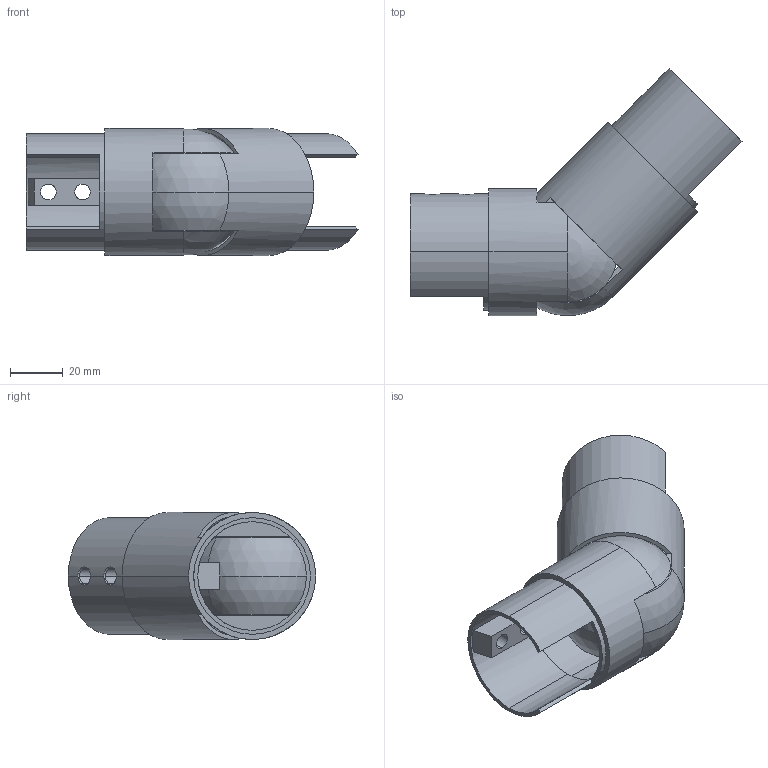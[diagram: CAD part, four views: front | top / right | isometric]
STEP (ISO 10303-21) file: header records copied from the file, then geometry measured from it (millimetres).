
FILE_DESCRIPTION (( 'STEP AP203' ), '1' );
FILE_NAME ('3D_GN6024_48.3_188461710.STEP', '2024-11-14T11:35:29', ( '' ), ( '' ), 'SwSTEP 2.0', 'SolidWorks 2023', '' );
FILE_SCHEMA (( 'CONFIG_CONTROL_DESIGN' ));
Length unit declared in the file: millimetre
Products named in the file (1): 3D_GN6024_48.3_188461710
Bounding box: 126.16 x 93.97 x 48.3 mm (x, y, z)
Volume: 67598.8 mm3; surface area: 43626.2 mm2
Topology: 1 solids, 1 shells, 74 faces, 232 edges, 151 vertices
Faces by surface type: plane 34, cylinder 28, bspline 8, sphere 4
Entity records: 8027 total; most frequent: CARTESIAN_POINT 5892, ORIENTED_EDGE 460, DIRECTION 408, EDGE_CURVE 230, VERTEX_POINT 151, AXIS2_PLACEMENT_3D 149, LINE 110, VECTOR 110
